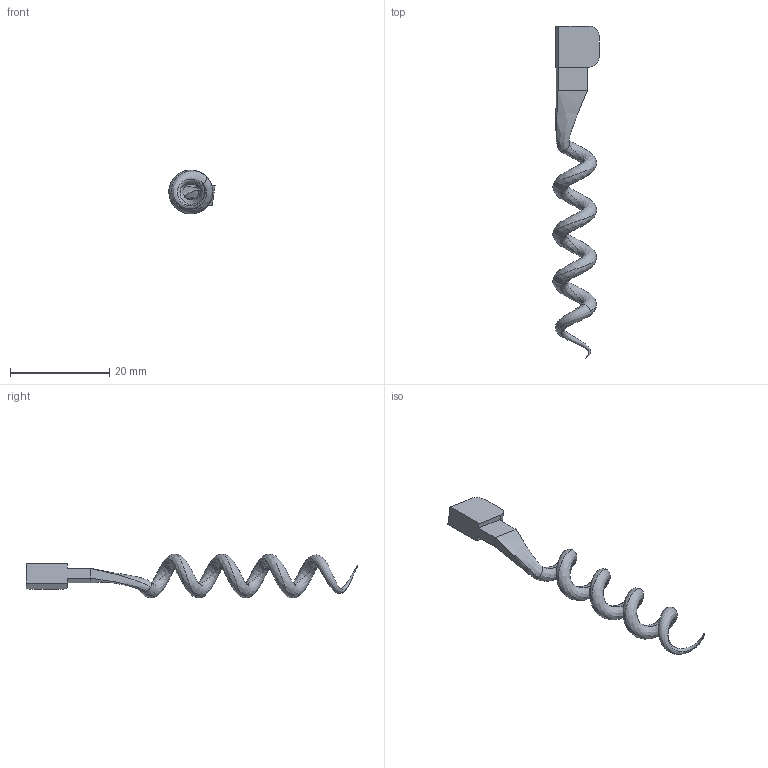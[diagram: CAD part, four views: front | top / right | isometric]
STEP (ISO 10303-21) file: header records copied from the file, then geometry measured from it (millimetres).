
FILE_DESCRIPTION (( 'STEP AP214' ), '1' );
FILE_NAME ('CorkScrew.STEP', '2018-03-20T05:31:44', ( '' ), ( '' ), 'SwSTEP 2.0', 'SolidWorks 2015', '' );
FILE_SCHEMA (( 'AUTOMOTIVE_DESIGN' ));
Length unit declared in the file: centimetre
Products named in the file (2): CorkScrew
Bounding box: 9.3 x 66.75 x 8.8 mm (x, y, z)
Volume: 903.3 mm3; surface area: 1189.7 mm2
Topology: 1 solids, 1 shells, 19 faces, 52 edges, 36 vertices
Faces by surface type: plane 9, bspline 8, cylinder 2
Entity records: 3741 total; most frequent: CARTESIAN_POINT 3269, ORIENTED_EDGE 94, DIRECTION 76, EDGE_CURVE 47, VERTEX_POINT 30, LINE 26, VECTOR 26, AXIS2_PLACEMENT_3D 25
